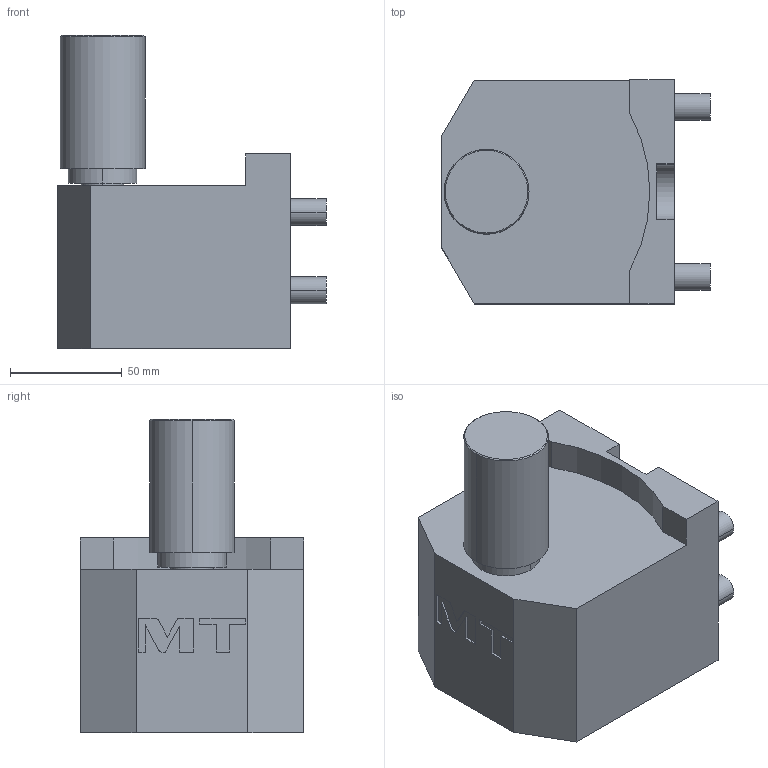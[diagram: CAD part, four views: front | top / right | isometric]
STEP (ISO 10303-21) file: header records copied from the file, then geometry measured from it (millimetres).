
FILE_DESCRIPTION((''),'2;1');
FILE_NAME('MSL0280100_CONF','2023-03-01T08:45:52',('sterribile'),('M.T. srl'),'CREO PARAMETRIC BY PTC INC, 2021072','CREO PARAMETRIC BY PTC INC, 2021072','');
FILE_SCHEMA(('CONFIG_CONTROL_DESIGN'));
Length unit declared in the file: millimetre
Products named in the file (1): MSL0280100_CONF
Bounding box: 120 x 100 x 140 mm (x, y, z)
Volume: 819367.2 mm3; surface area: 64935.8 mm2
Topology: 1 solids, 1 shells, 64 faces, 157 edges, 104 vertices
Faces by surface type: plane 44, cylinder 16, extrusion 2, cone 2
Entity records: 1921 total; most frequent: CARTESIAN_POINT 337, ORIENTED_EDGE 314, DIRECTION 313, EDGE_CURVE 157, VECTOR 121, LINE 119, VERTEX_POINT 104, AXIS2_PLACEMENT_3D 96
